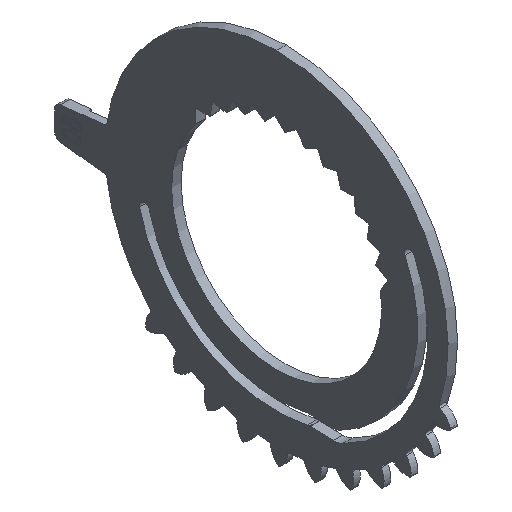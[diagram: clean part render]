
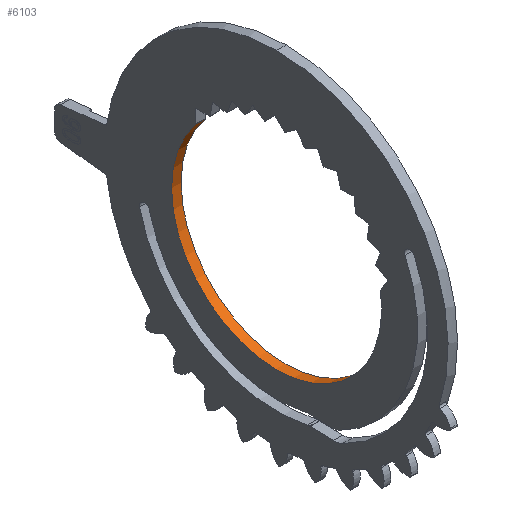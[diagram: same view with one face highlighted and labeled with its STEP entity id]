
A CAD part, isometric view. The second image highlights one B-rep face of the part: STEP entity #6103.
In plain terms, the highlighted cylindrical face has radius 15.5 mm (diameter 31 mm), a partial arc.
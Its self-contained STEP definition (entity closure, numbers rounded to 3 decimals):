
#125 = EDGE_CURVE ( 'NONE', #5013, #7650, #2724, .T. ) ;
#928 = CARTESIAN_POINT ( 'NONE',  ( 1.4, 11.96, 9.859 ) ) ;
#1397 = AXIS2_PLACEMENT_3D ( 'NONE', #2237, #1688, #7656 ) ;
#1621 = CIRCLE ( 'NONE', #5123, 15.5 ) ;
#1656 = DIRECTION ( 'NONE',  ( 1., 0., 0. ) ) ;
#1677 = DIRECTION ( 'NONE',  ( -1., 0., 0. ) ) ;
#1684 = ORIENTED_EDGE ( 'NONE', *, *, #2335, .T. ) ;
#1688 = DIRECTION ( 'NONE',  ( -1., 0., 0. ) ) ;
#1762 = CARTESIAN_POINT ( 'NONE',  ( 1.4, 11.96, 9.859 ) ) ;
#1980 = AXIS2_PLACEMENT_3D ( 'NONE', #6475, #5891, #6743 ) ;
#2150 = ORIENTED_EDGE ( 'NONE', *, *, #125, .F. ) ;
#2235 = VECTOR ( 'NONE', #1677, 1000. ) ;
#2237 = CARTESIAN_POINT ( 'NONE',  ( 1.4, 0., 0. ) ) ;
#2335 = EDGE_CURVE ( 'NONE', #5986, #3840, #1621, .T. ) ;
#2495 = ORIENTED_EDGE ( 'NONE', *, *, #7218, .F. ) ;
#2630 = CARTESIAN_POINT ( 'NONE',  ( 1.4, -15.33, 2.291 ) ) ;
#2682 = EDGE_CURVE ( 'NONE', #3840, #7650, #4592, .T. ) ;
#2702 = CARTESIAN_POINT ( 'NONE',  ( 0., -15.33, 2.291 ) ) ;
#2724 = CIRCLE ( 'NONE', #1980, 15.5 ) ;
#3840 = VERTEX_POINT ( 'NONE', #928 ) ;
#4004 = DIRECTION ( 'NONE',  ( -1., 0., 0. ) ) ;
#4592 = LINE ( 'NONE', #1762, #5131 ) ;
#4668 = LINE ( 'NONE', #7690, #2235 ) ;
#4805 = CARTESIAN_POINT ( 'NONE',  ( 1.4, 0., 0. ) ) ;
#4893 = CARTESIAN_POINT ( 'NONE',  ( 0., 11.96, 9.859 ) ) ;
#5013 = VERTEX_POINT ( 'NONE', #2702 ) ;
#5123 = AXIS2_PLACEMENT_3D ( 'NONE', #4805, #1656, #5299 ) ;
#5131 = VECTOR ( 'NONE', #4004, 1000. ) ;
#5296 = FACE_OUTER_BOUND ( 'NONE', #6755, .T. ) ;
#5299 = DIRECTION ( 'NONE',  ( 0., 0., -1. ) ) ;
#5891 = DIRECTION ( 'NONE',  ( 1., 0., 0. ) ) ;
#5986 = VERTEX_POINT ( 'NONE', #2630 ) ;
#6103 = ADVANCED_FACE ( 'NONE', ( #5296 ), #7080, .F. ) ;
#6329 = ORIENTED_EDGE ( 'NONE', *, *, #2682, .T. ) ;
#6475 = CARTESIAN_POINT ( 'NONE',  ( 0., 0., 0. ) ) ;
#6743 = DIRECTION ( 'NONE',  ( 0., 0., -1. ) ) ;
#6755 = EDGE_LOOP ( 'NONE', ( #2495, #1684, #6329, #2150 ) ) ;
#7080 = CYLINDRICAL_SURFACE ( 'NONE', #1397, 15.5 ) ;
#7218 = EDGE_CURVE ( 'NONE', #5986, #5013, #4668, .T. ) ;
#7650 = VERTEX_POINT ( 'NONE', #4893 ) ;
#7656 = DIRECTION ( 'NONE',  ( 0., 0., 1. ) ) ;
#7690 = CARTESIAN_POINT ( 'NONE',  ( 1.4, -15.33, 2.291 ) ) ;
